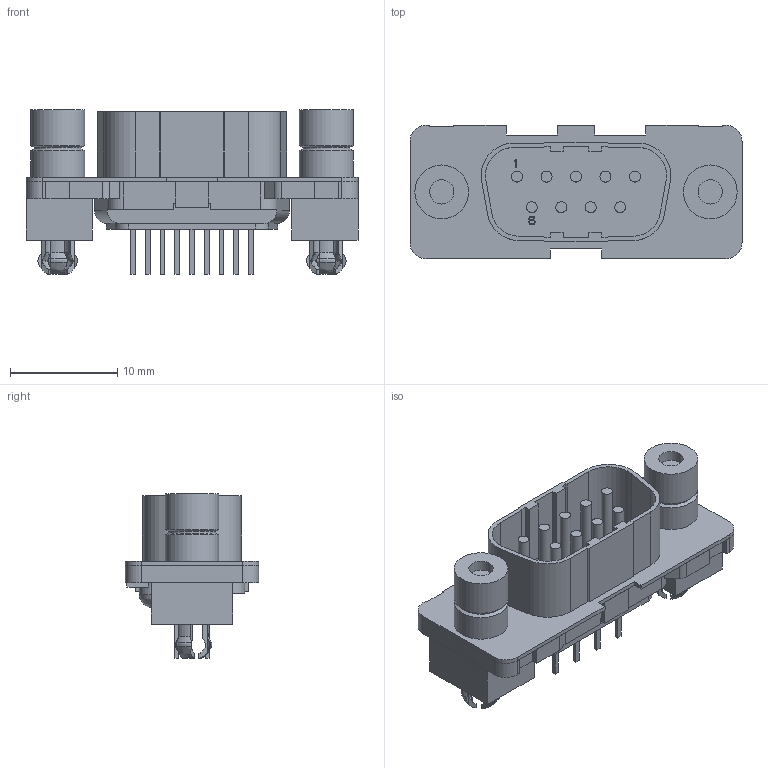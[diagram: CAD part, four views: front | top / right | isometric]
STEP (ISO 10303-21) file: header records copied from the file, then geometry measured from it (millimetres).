
FILE_DESCRIPTION(/* description */ (''),/* implementation_level */ '2;1');
FILE_NAME(/* name */ 'TYCO_3-338309-2.stp',/* time_stamp */ '2017-09-28T15:09:02+02:00',/* author */ ('jchouvet'),/* organization */ ('Tyco Electronics Ltd.'),/* preprocessor_version */ 'ST-DEVELOPER v16.1',/* originating_system */ 'AutoCAD Mechanical',/* authorisation */ '');
FILE_SCHEMA (('AUTOMOTIVE_DESIGN { 1 0 10303 214 3 1 1 }'));
Length unit declared in the file: millimetre
Products named in the file (1): Product
Bounding box: 30.89 x 12.4 x 15.35 mm (x, y, z)
Volume: 1790.4 mm3; surface area: 3531.8 mm2
Topology: 41 solids, 41 shells, 577 faces, 1395 edges, 904 vertices
Faces by surface type: plane 391, bspline 104, cylinder 78, cone 4
Full cylindrical faces by diameter (mm): 1.02 x9, 2.261 x2, 4.24 x2, 4.4 x2, 5 x4
Entity records: 17012 total; most frequent: CARTESIAN_POINT 3626, ORIENTED_EDGE 2744, DIRECTION 2694, EDGE_CURVE 1372, LINE 998, VECTOR 998, VERTEX_POINT 904, AXIS2_PLACEMENT_3D 848
